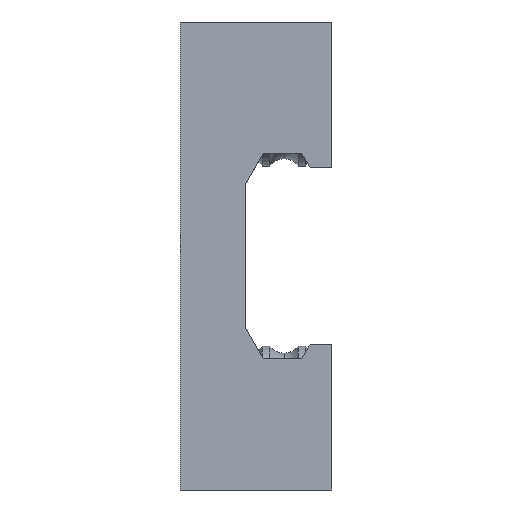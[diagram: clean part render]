
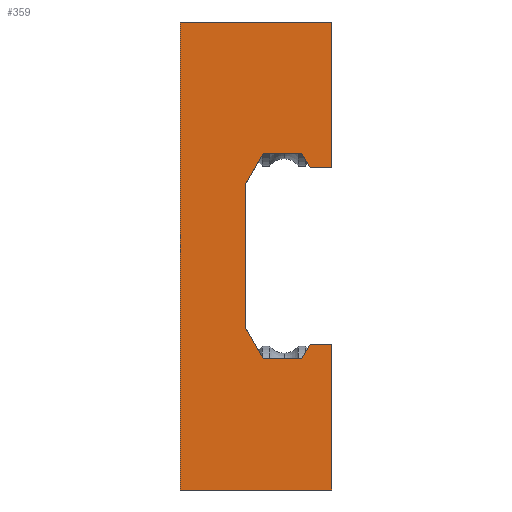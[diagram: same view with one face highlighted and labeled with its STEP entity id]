
A CAD part, left-side view. The second image highlights one B-rep face of the part: STEP entity #359.
In plain terms, the highlighted planar face has unit normal (-1, 0, 0).
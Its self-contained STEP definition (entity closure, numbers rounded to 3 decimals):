
#359 = ADVANCED_FACE( '', ( #742 ), #743, .F. );
#742 = FACE_OUTER_BOUND( '', #1326, .T. );
#743 = PLANE( '', #1327 );
#1326 = EDGE_LOOP( '', ( #2426, #2427, #2428, #2429, #2430, #2431, #2432, #2433, #2434, #2435, #2436, #2437, #2438, #2439 ) );
#1327 = AXIS2_PLACEMENT_3D( '', #2440, #2441, #2442 );
#2426 = ORIENTED_EDGE( '', *, *, #3972, .F. );
#2427 = ORIENTED_EDGE( '', *, *, #4016, .F. );
#2428 = ORIENTED_EDGE( '', *, *, #4013, .F. );
#2429 = ORIENTED_EDGE( '', *, *, #4010, .F. );
#2430 = ORIENTED_EDGE( '', *, *, #3955, .F. );
#2431 = ORIENTED_EDGE( '', *, *, #3940, .F. );
#2432 = ORIENTED_EDGE( '', *, *, #3936, .F. );
#2433 = ORIENTED_EDGE( '', *, *, #3931, .F. );
#2434 = ORIENTED_EDGE( '', *, *, #4004, .F. );
#2435 = ORIENTED_EDGE( '', *, *, #3999, .F. );
#2436 = ORIENTED_EDGE( '', *, *, #3985, .F. );
#2437 = ORIENTED_EDGE( '', *, *, #3990, .F. );
#2438 = ORIENTED_EDGE( '', *, *, #3992, .F. );
#2439 = ORIENTED_EDGE( '', *, *, #3993, .F. );
#2440 = CARTESIAN_POINT( '', ( -47.5, 0., 0. ) );
#2441 = DIRECTION( '', ( 1., 0., 0. ) );
#2442 = DIRECTION( '', ( 0., 0., -1. ) );
#3931 = EDGE_CURVE( '', #4666, #4668, #4669, .T. );
#3936 = EDGE_CURVE( '', #4668, #4676, #4677, .T. );
#3940 = EDGE_CURVE( '', #4676, #4682, #4683, .T. );
#3955 = EDGE_CURVE( '', #4682, #4703, #4704, .T. );
#3972 = EDGE_CURVE( '', #4724, #4726, #4727, .T. );
#3985 = EDGE_CURVE( '', #4739, #4741, #4742, .T. );
#3990 = EDGE_CURVE( '', #4748, #4739, #4750, .T. );
#3992 = EDGE_CURVE( '', #4751, #4748, #4753, .T. );
#3993 = EDGE_CURVE( '', #4726, #4751, #4754, .T. );
#3999 = EDGE_CURVE( '', #4741, #4762, #4763, .T. );
#4004 = EDGE_CURVE( '', #4762, #4666, #4770, .T. );
#4010 = EDGE_CURVE( '', #4703, #4778, #4779, .T. );
#4013 = EDGE_CURVE( '', #4778, #4783, #4784, .T. );
#4016 = EDGE_CURVE( '', #4783, #4724, #4788, .T. );
#4666 = VERTEX_POINT( '', #5750 );
#4668 = VERTEX_POINT( '', #5753 );
#4669 = LINE( '', #5754, #5755 );
#4676 = VERTEX_POINT( '', #5766 );
#4677 = LINE( '', #5767, #5768 );
#4682 = VERTEX_POINT( '', #5775 );
#4683 = LINE( '', #5776, #5777 );
#4703 = VERTEX_POINT( '', #5802 );
#4704 = LINE( '', #5803, #5804 );
#4724 = VERTEX_POINT( '', #5830 );
#4726 = VERTEX_POINT( '', #5833 );
#4727 = LINE( '', #5834, #5835 );
#4739 = VERTEX_POINT( '', #5851 );
#4741 = VERTEX_POINT( '', #5854 );
#4742 = LINE( '', #5855, #5856 );
#4748 = VERTEX_POINT( '', #5865 );
#4750 = LINE( '', #5868, #5869 );
#4751 = VERTEX_POINT( '', #5870 );
#4753 = LINE( '', #5873, #5874 );
#4754 = LINE( '', #5875, #5876 );
#4762 = VERTEX_POINT( '', #5889 );
#4763 = LINE( '', #5890, #5891 );
#4770 = LINE( '', #5902, #5903 );
#4778 = VERTEX_POINT( '', #5916 );
#4779 = LINE( '', #5917, #5918 );
#4783 = VERTEX_POINT( '', #5924 );
#4784 = LINE( '', #5925, #5926 );
#4788 = LINE( '', #5932, #5933 );
#5750 = CARTESIAN_POINT( '', ( -47.5, 13.496, -14.3 ) );
#5753 = CARTESIAN_POINT( '', ( -47.5, 8.155, -14.3 ) );
#5754 = CARTESIAN_POINT( '', ( -47.5, 13.496, -14.3 ) );
#5755 = VECTOR( '', #7455, 1. );
#5766 = CARTESIAN_POINT( '', ( -47.5, 7., -12.3 ) );
#5767 = CARTESIAN_POINT( '', ( -47.5, 8.155, -14.3 ) );
#5768 = VECTOR( '', #7460, 1. );
#5775 = CARTESIAN_POINT( '', ( -47.5, 4., -12.3 ) );
#5776 = CARTESIAN_POINT( '', ( -47.5, 7., -12.3 ) );
#5777 = VECTOR( '', #7466, 1. );
#5802 = CARTESIAN_POINT( '', ( -47.5, 4., -32.5 ) );
#5803 = CARTESIAN_POINT( '', ( -47.5, 4., -12.3 ) );
#5804 = VECTOR( '', #7499, 1. );
#5830 = CARTESIAN_POINT( '', ( -47.5, 4., 32.5 ) );
#5833 = CARTESIAN_POINT( '', ( -47.5, 4., 12.3 ) );
#5834 = CARTESIAN_POINT( '', ( -47.5, 4., 32.5 ) );
#5835 = VECTOR( '', #7534, 1. );
#5851 = CARTESIAN_POINT( '', ( -47.5, 13.496, 14.3 ) );
#5854 = CARTESIAN_POINT( '', ( -47.5, 16., 9.963 ) );
#5855 = CARTESIAN_POINT( '', ( -47.5, 13.496, 14.3 ) );
#5856 = VECTOR( '', #7561, 1. );
#5865 = CARTESIAN_POINT( '', ( -47.5, 8.155, 14.3 ) );
#5868 = CARTESIAN_POINT( '', ( -47.5, 8.155, 14.3 ) );
#5869 = VECTOR( '', #7566, 1. );
#5870 = CARTESIAN_POINT( '', ( -47.5, 7., 12.3 ) );
#5873 = CARTESIAN_POINT( '', ( -47.5, 7., 12.3 ) );
#5874 = VECTOR( '', #7568, 1. );
#5875 = CARTESIAN_POINT( '', ( -47.5, 4., 12.3 ) );
#5876 = VECTOR( '', #7569, 1. );
#5889 = CARTESIAN_POINT( '', ( -47.5, 16., -9.963 ) );
#5890 = CARTESIAN_POINT( '', ( -47.5, 16., 9.963 ) );
#5891 = VECTOR( '', #7575, 1. );
#5902 = CARTESIAN_POINT( '', ( -47.5, 16., -9.963 ) );
#5903 = VECTOR( '', #7580, 1. );
#5916 = CARTESIAN_POINT( '', ( -47.5, 25., -32.5 ) );
#5917 = CARTESIAN_POINT( '', ( -47.5, 4., -32.5 ) );
#5918 = VECTOR( '', #7586, 1. );
#5924 = CARTESIAN_POINT( '', ( -47.5, 25., 32.5 ) );
#5925 = CARTESIAN_POINT( '', ( -47.5, 25., -32.5 ) );
#5926 = VECTOR( '', #7589, 1. );
#5932 = CARTESIAN_POINT( '', ( -47.5, 25., 32.5 ) );
#5933 = VECTOR( '', #7592, 1. );
#7455 = DIRECTION( '', ( 0., -1., 0. ) );
#7460 = DIRECTION( '', ( 0., -0.5, 0.866 ) );
#7466 = DIRECTION( '', ( 0., -1., 0. ) );
#7499 = DIRECTION( '', ( 0., 0., -1. ) );
#7534 = DIRECTION( '', ( 0., 0., -1. ) );
#7561 = DIRECTION( '', ( 0., 0.5, -0.866 ) );
#7566 = DIRECTION( '', ( 0., 1., 0. ) );
#7568 = DIRECTION( '', ( 0., 0.5, 0.866 ) );
#7569 = DIRECTION( '', ( 0., 1., 0. ) );
#7575 = DIRECTION( '', ( 0., 0., -1. ) );
#7580 = DIRECTION( '', ( 0., -0.5, -0.866 ) );
#7586 = DIRECTION( '', ( 0., 1., 0. ) );
#7589 = DIRECTION( '', ( 0., 0., 1. ) );
#7592 = DIRECTION( '', ( 0., -1., 0. ) );
